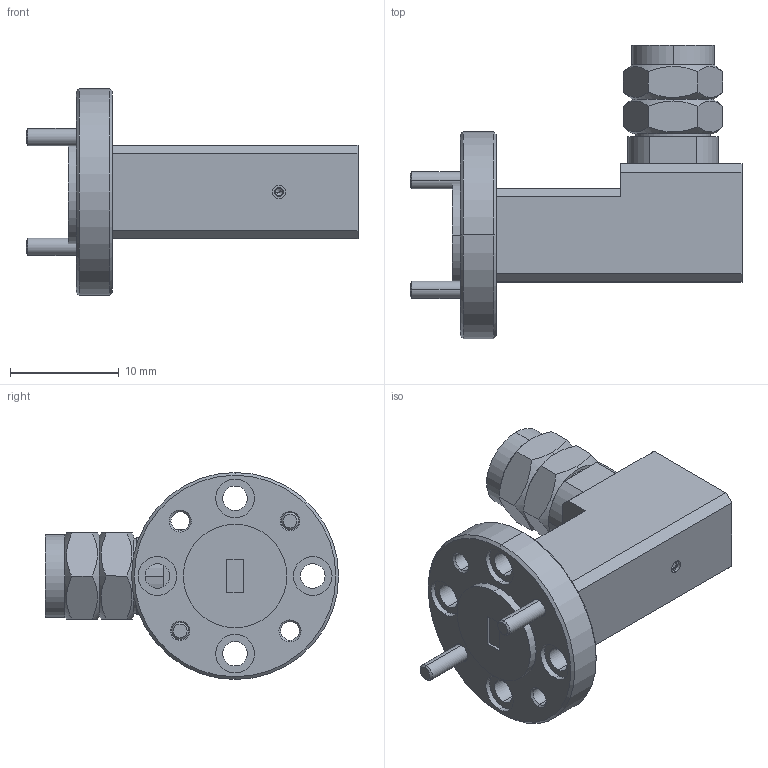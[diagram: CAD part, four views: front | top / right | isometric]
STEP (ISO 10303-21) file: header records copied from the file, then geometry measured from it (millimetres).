
FILE_DESCRIPTION (( 'STEP AP203' ), '1' );
FILE_NAME ('SWC-12VM-R1.STEP', '2019-06-06T00:11:38', ( '' ), ( '' ), 'SwSTEP 2.0', 'SolidWorks 2016', '' );
FILE_SCHEMA (( 'CONFIG_CONTROL_DESIGN' ));
Length unit declared in the file: inch
Products named in the file (1): SWC-12VM-R1
Bounding box: 30.54 x 26.98 x 19.05 mm (x, y, z)
Volume: 3244.7 mm3; surface area: 2276.6 mm2
Topology: 3 solids, 5 shells, 221 faces, 520 edges, 321 vertices
Faces by surface type: plane 90, cylinder 67, cone 53, bspline 11
Entity records: 9086 total; most frequent: CARTESIAN_POINT 4039, ORIENTED_EDGE 1028, DIRECTION 1023, EDGE_CURVE 514, AXIS2_PLACEMENT_3D 396, VERTEX_POINT 321, EDGE_LOOP 257, VECTOR 231
